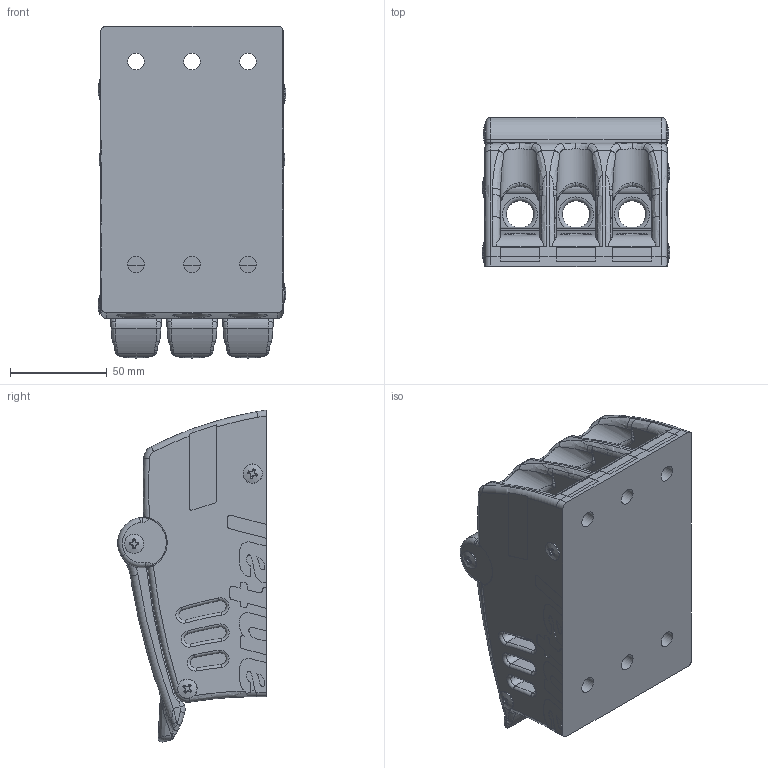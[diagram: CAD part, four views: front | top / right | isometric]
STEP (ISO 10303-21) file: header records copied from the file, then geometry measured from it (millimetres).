
FILE_DESCRIPTION(/* description */ (''),/* implementation_level */ '2;1');
FILE_NAME(/* name */ '512.132.stp',/* time_stamp */ '2024-04-04T11:49:52+02:00',/* author */ ('francesca'),/* organization */ (''),/* preprocessor_version */ 'ST-DEVELOPER v19.2',/* originating_system */ 'Autodesk Inventor 2023',/* authorisation */ '');
FILE_SCHEMA (('AUTOMOTIVE_DESIGN { 1 0 10303 214 3 1 1 }'));
Length unit declared in the file: millimetre
Products named in the file (1): 512.132
Bounding box: 97.3 x 77.02 x 171.91 mm (x, y, z)
Volume: 575686 mm3; surface area: 119010.5 mm2
Topology: 1 solids, 1 shells, 1063 faces, 3032 edges, 1943 vertices
Faces by surface type: cylinder 353, plane 289, bspline 206, torus 173, cone 36, sphere 6
Full cylindrical faces by diameter (mm): 8.5 x6, 10 x9, 16.2 x6
Entity records: 48738 total; most frequent: CARTESIAN_POINT 22382, ORIENTED_EDGE 6028, DIRECTION 5022, EDGE_CURVE 3014, AXIS2_PLACEMENT_3D 2020, VERTEX_POINT 1943, CIRCLE 1132, EDGE_LOOP 1107
